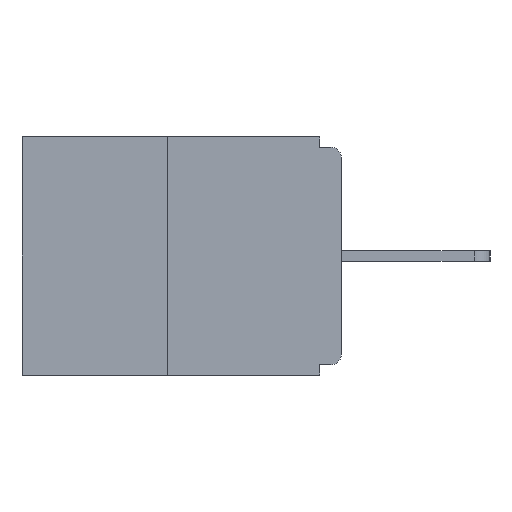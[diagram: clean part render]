
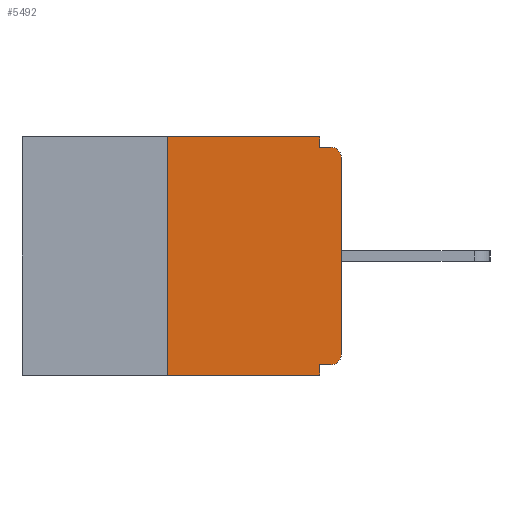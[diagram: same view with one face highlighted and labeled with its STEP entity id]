
A CAD part, left-side view. The second image highlights one B-rep face of the part: STEP entity #5492.
In plain terms, the highlighted planar face has unit normal (-1, 0, 0).
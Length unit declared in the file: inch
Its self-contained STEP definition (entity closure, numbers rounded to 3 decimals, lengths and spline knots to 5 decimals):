
#348 = CARTESIAN_POINT ( 'NONE',  ( 0., 0.031, 0. ) ) ;
#1781 = ORIENTED_EDGE ( 'NONE', *, *, #14132, .T. ) ;
#2157 = CARTESIAN_POINT ( 'NONE',  ( 0., 0.015, -0.328 ) ) ;
#2455 = LINE ( 'NONE', #20346, #9184 ) ;
#2626 = EDGE_CURVE ( 'NONE', #12416, #19981, #20558, .T. ) ;
#2947 = VECTOR ( 'NONE', #15076, 39.37008 ) ;
#3106 = ORIENTED_EDGE ( 'NONE', *, *, #16847, .F. ) ;
#3645 = EDGE_CURVE ( 'NONE', #11708, #17785, #8483, .T. ) ;
#3660 = ORIENTED_EDGE ( 'NONE', *, *, #10780, .T. ) ;
#3993 = DIRECTION ( 'NONE',  ( 0., 0., -1. ) ) ;
#4334 = VECTOR ( 'NONE', #17171, 39.37008 ) ;
#4381 = CARTESIAN_POINT ( 'NONE',  ( 0., 0.015, -0.03 ) ) ;
#4455 = CARTESIAN_POINT ( 'NONE',  ( 0., 0.031, -0.015 ) ) ;
#4725 = EDGE_CURVE ( 'NONE', #18760, #7659, #18192, .T. ) ;
#4741 = VECTOR ( 'NONE', #9049, 39.37008 ) ;
#5079 = DIRECTION ( 'NONE',  ( 0., 0., 1. ) ) ;
#5276 = ORIENTED_EDGE ( 'NONE', *, *, #19019, .T. ) ;
#5441 = CARTESIAN_POINT ( 'NONE',  ( 0., 0.031, -0.328 ) ) ;
#5492 = ADVANCED_FACE ( 'NONE', ( #11703 ), #10017, .F. ) ;
#5985 = DIRECTION ( 'NONE',  ( 0., 0., -1. ) ) ;
#5993 = VERTEX_POINT ( 'NONE', #13659 ) ;
#6318 = CARTESIAN_POINT ( 'NONE',  ( 0., 0., -0.313 ) ) ;
#6473 = CARTESIAN_POINT ( 'NONE',  ( 0., 0., -0.328 ) ) ;
#6551 = AXIS2_PLACEMENT_3D ( 'NONE', #4381, #13743, #15683 ) ;
#7315 = VERTEX_POINT ( 'NONE', #2157 ) ;
#7659 = VERTEX_POINT ( 'NONE', #16957 ) ;
#7810 = EDGE_CURVE ( 'NONE', #14762, #11708, #13949, .T. ) ;
#8118 = EDGE_LOOP ( 'NONE', ( #10461, #14702, #3660, #16723, #3106, #1781, #14539, #5276, #14806, #14273 ) ) ;
#8483 = LINE ( 'NONE', #348, #2947 ) ;
#8577 = CARTESIAN_POINT ( 'NONE',  ( 0., 0.015, -0.313 ) ) ;
#8596 = CIRCLE ( 'NONE', #6551, 0.015 ) ;
#9049 = DIRECTION ( 'NONE',  ( 0., -1., 0. ) ) ;
#9184 = VECTOR ( 'NONE', #17478, 39.37008 ) ;
#9479 = CARTESIAN_POINT ( 'NONE',  ( 0., 0.031, -0.343 ) ) ;
#9689 = DIRECTION ( 'NONE',  ( 0., 0., -1. ) ) ;
#10017 = PLANE ( 'NONE',  #13854 ) ;
#10235 = LINE ( 'NONE', #13310, #17427 ) ;
#10461 = ORIENTED_EDGE ( 'NONE', *, *, #7810, .F. ) ;
#10547 = VECTOR ( 'NONE', #16151, 39.37008 ) ;
#10780 = EDGE_CURVE ( 'NONE', #16917, #19981, #2455, .T. ) ;
#11604 = DIRECTION ( 'NONE',  ( 0., 0., 1. ) ) ;
#11703 = FACE_OUTER_BOUND ( 'NONE', #8118, .T. ) ;
#11708 = VERTEX_POINT ( 'NONE', #14101 ) ;
#12416 = VERTEX_POINT ( 'NONE', #5441 ) ;
#13310 = CARTESIAN_POINT ( 'NONE',  ( 0., 0.25, 0. ) ) ;
#13659 = CARTESIAN_POINT ( 'NONE',  ( 0., 0.015, -0.015 ) ) ;
#13743 = DIRECTION ( 'NONE',  ( -1., 0., 0. ) ) ;
#13854 = AXIS2_PLACEMENT_3D ( 'NONE', #14696, #16504, #9689 ) ;
#13949 = LINE ( 'NONE', #17382, #4334 ) ;
#14101 = CARTESIAN_POINT ( 'NONE',  ( 0., 0.031, 0. ) ) ;
#14132 = EDGE_CURVE ( 'NONE', #7315, #18760, #18289, .T. ) ;
#14273 = ORIENTED_EDGE ( 'NONE', *, *, #3645, .F. ) ;
#14375 = CARTESIAN_POINT ( 'NONE',  ( 0., 0.25, 0. ) ) ;
#14539 = ORIENTED_EDGE ( 'NONE', *, *, #4725, .T. ) ;
#14696 = CARTESIAN_POINT ( 'NONE',  ( 0., 0.46, 0. ) ) ;
#14702 = ORIENTED_EDGE ( 'NONE', *, *, #20586, .F. ) ;
#14762 = VERTEX_POINT ( 'NONE', #14375 ) ;
#14806 = ORIENTED_EDGE ( 'NONE', *, *, #16322, .F. ) ;
#15076 = DIRECTION ( 'NONE',  ( 0., 0., -1. ) ) ;
#15683 = DIRECTION ( 'NONE',  ( 0., 0., -1. ) ) ;
#15840 = CARTESIAN_POINT ( 'NONE',  ( 0., 0.25, -0.343 ) ) ;
#16151 = DIRECTION ( 'NONE',  ( 0., 1., 0. ) ) ;
#16257 = CARTESIAN_POINT ( 'NONE',  ( 0., 0., 0. ) ) ;
#16322 = EDGE_CURVE ( 'NONE', #17785, #5993, #18548, .T. ) ;
#16504 = DIRECTION ( 'NONE',  ( 1., 0., 0. ) ) ;
#16559 = DIRECTION ( 'NONE',  ( -1., 0., 0. ) ) ;
#16723 = ORIENTED_EDGE ( 'NONE', *, *, #2626, .F. ) ;
#16847 = EDGE_CURVE ( 'NONE', #7315, #12416, #19146, .T. ) ;
#16917 = VERTEX_POINT ( 'NONE', #15840 ) ;
#16945 = CARTESIAN_POINT ( 'NONE',  ( 0., 0., -0.015 ) ) ;
#16957 = CARTESIAN_POINT ( 'NONE',  ( 0., 0., -0.03 ) ) ;
#17034 = VECTOR ( 'NONE', #5985, 39.37008 ) ;
#17152 = VECTOR ( 'NONE', #5079, 39.37008 ) ;
#17171 = DIRECTION ( 'NONE',  ( 0., -1., 0. ) ) ;
#17382 = CARTESIAN_POINT ( 'NONE',  ( 0., 0.46, 0. ) ) ;
#17427 = VECTOR ( 'NONE', #11604, 39.37008 ) ;
#17478 = DIRECTION ( 'NONE',  ( 0., -1., 0. ) ) ;
#17785 = VERTEX_POINT ( 'NONE', #4455 ) ;
#18055 = CARTESIAN_POINT ( 'NONE',  ( 0., 0.031, -0.343 ) ) ;
#18192 = LINE ( 'NONE', #16257, #17152 ) ;
#18289 = CIRCLE ( 'NONE', #19642, 0.015 ) ;
#18548 = LINE ( 'NONE', #16945, #4741 ) ;
#18760 = VERTEX_POINT ( 'NONE', #6318 ) ;
#19019 = EDGE_CURVE ( 'NONE', #7659, #5993, #8596, .T. ) ;
#19146 = LINE ( 'NONE', #6473, #10547 ) ;
#19642 = AXIS2_PLACEMENT_3D ( 'NONE', #8577, #16559, #3993 ) ;
#19981 = VERTEX_POINT ( 'NONE', #18055 ) ;
#20346 = CARTESIAN_POINT ( 'NONE',  ( 0., 0.46, -0.343 ) ) ;
#20558 = LINE ( 'NONE', #9479, #17034 ) ;
#20586 = EDGE_CURVE ( 'NONE', #16917, #14762, #10235, .T. ) ;
